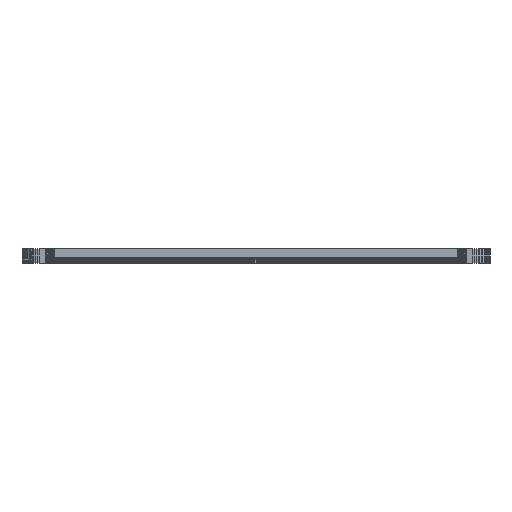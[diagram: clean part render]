
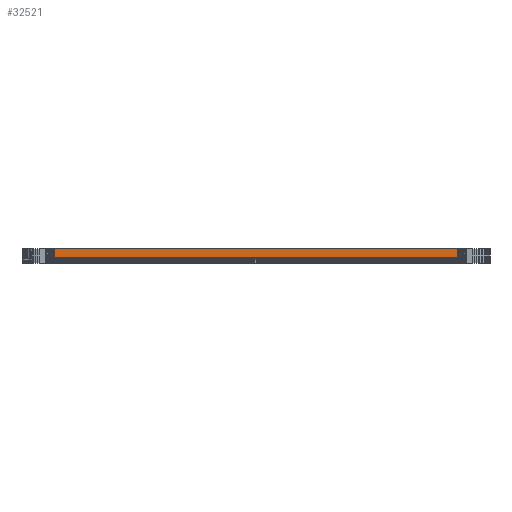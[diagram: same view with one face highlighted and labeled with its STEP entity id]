
A CAD part, front view. The second image highlights one B-rep face of the part: STEP entity #32521.
In plain terms, the highlighted planar face has unit normal (0, -1, 0).
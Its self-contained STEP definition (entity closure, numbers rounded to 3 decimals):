
#4991 = VERTEX_POINT('',#4992);
#4992 = CARTESIAN_POINT('',(-23.3,-18.477,
    1.855));
#5000 = EDGE_CURVE('',#5001,#4991,#5003,.T.);
#5001 = VERTEX_POINT('',#5002);
#5002 = CARTESIAN_POINT('',(23.3,-18.477,
    1.855));
#5003 = LINE('',#5004,#5005);
#5004 = CARTESIAN_POINT('',(23.3,-18.477,
    1.855));
#5005 = VECTOR('',#5006,1.);
#5006 = DIRECTION('',(-1.,0.,0.));
#32316 = VERTEX_POINT('',#32317);
#32317 = CARTESIAN_POINT('',(23.3,-18.477,
    0.8));
#32323 = EDGE_CURVE('',#32324,#32316,#32326,.T.);
#32324 = VERTEX_POINT('',#32325);
#32325 = CARTESIAN_POINT('',(-23.3,-18.477,
    0.8));
#32326 = LINE('',#32327,#32328);
#32327 = CARTESIAN_POINT('',(-23.3,-18.477,
    0.8));
#32328 = VECTOR('',#32329,1.);
#32329 = DIRECTION('',(1.,0.,0.));
#32510 = EDGE_CURVE('',#32324,#4991,#32511,.T.);
#32511 = LINE('',#32512,#32513);
#32512 = CARTESIAN_POINT('',(-23.3,-18.477,
    0.8));
#32513 = VECTOR('',#32514,1.);
#32514 = DIRECTION('',(0.,0.,1.));
#32521 = ADVANCED_FACE('',(#32522),#32533,.T.);
#32522 = FACE_BOUND('',#32523,.T.);
#32523 = EDGE_LOOP('',(#32524,#32525,#32526,#32527));
#32524 = ORIENTED_EDGE('',*,*,#5000,.T.);
#32525 = ORIENTED_EDGE('',*,*,#32510,.F.);
#32526 = ORIENTED_EDGE('',*,*,#32323,.T.);
#32527 = ORIENTED_EDGE('',*,*,#32528,.F.);
#32528 = EDGE_CURVE('',#5001,#32316,#32529,.T.);
#32529 = LINE('',#32530,#32531);
#32530 = CARTESIAN_POINT('',(23.3,-18.477,
    1.855));
#32531 = VECTOR('',#32532,1.);
#32532 = DIRECTION('',(0.,0.,-1.));
#32533 = PLANE('',#32534);
#32534 = AXIS2_PLACEMENT_3D('',#32535,#32536,#32537);
#32535 = CARTESIAN_POINT('',(0.,-18.477,1.327));
#32536 = DIRECTION('',(-0.,-1.,-0.));
#32537 = DIRECTION('',(0.,0.,-1.));
